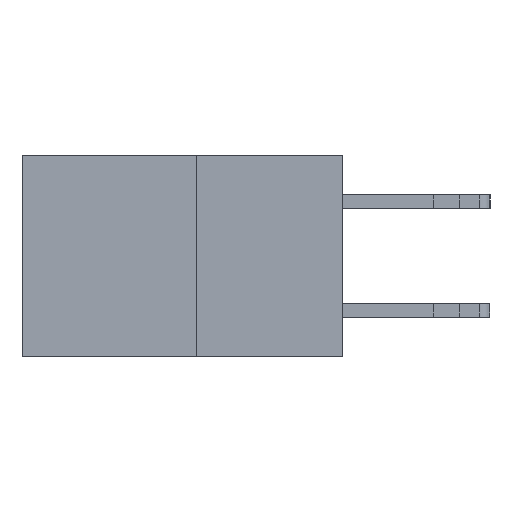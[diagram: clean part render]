
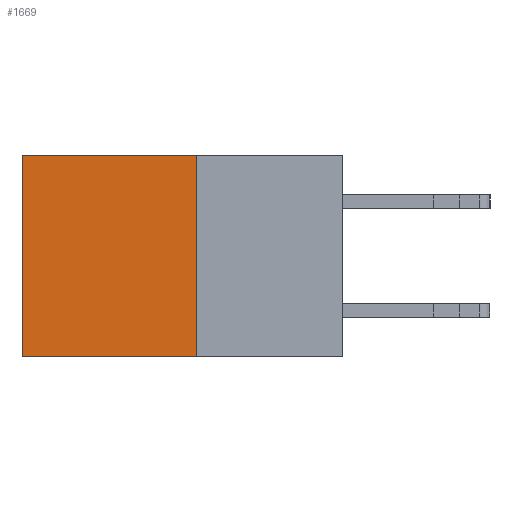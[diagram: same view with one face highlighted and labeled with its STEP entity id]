
A CAD part, left-side view. The second image highlights one B-rep face of the part: STEP entity #1669.
In plain terms, the highlighted planar face has unit normal (-1, 0, 0).
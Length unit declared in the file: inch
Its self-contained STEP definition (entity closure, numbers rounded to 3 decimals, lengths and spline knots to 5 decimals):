
#263 = ORIENTED_EDGE ( 'NONE', *, *, #2930, .F. ) ;
#925 = ORIENTED_EDGE ( 'NONE', *, *, #10529, .T. ) ;
#991 = CARTESIAN_POINT ( 'NONE',  ( 0.277, 0.27, -0.37 ) ) ;
#1525 = DIRECTION ( 'NONE',  ( 1., 0., 0. ) ) ;
#1669 = ADVANCED_FACE ( 'NONE', ( #10772 ), #6571, .F. ) ;
#2021 = LINE ( 'NONE', #10539, #5358 ) ;
#2074 = CARTESIAN_POINT ( 'NONE',  ( 0.277, 0.59, -0.37 ) ) ;
#2930 = EDGE_CURVE ( 'NONE', #9367, #5935, #7274, .T. ) ;
#3434 = CARTESIAN_POINT ( 'NONE',  ( 0.277, 0.59, -0.37 ) ) ;
#3768 = CARTESIAN_POINT ( 'NONE',  ( 0.277, 0.27, 0. ) ) ;
#4027 = CARTESIAN_POINT ( 'NONE',  ( 0.277, 0.59, 0. ) ) ;
#5358 = VECTOR ( 'NONE', #17190, 39.37008 ) ;
#5448 = EDGE_CURVE ( 'NONE', #10656, #14007, #2021, .T. ) ;
#5935 = VERTEX_POINT ( 'NONE', #3434 ) ;
#6571 = PLANE ( 'NONE',  #9950 ) ;
#6808 = CARTESIAN_POINT ( 'NONE',  ( 0.277, 0.27, -0.37 ) ) ;
#7159 = ORIENTED_EDGE ( 'NONE', *, *, #5448, .T. ) ;
#7274 = LINE ( 'NONE', #13330, #10532 ) ;
#8447 = LINE ( 'NONE', #2074, #13001 ) ;
#8731 = EDGE_LOOP ( 'NONE', ( #925, #263, #9127, #7159 ) ) ;
#9127 = ORIENTED_EDGE ( 'NONE', *, *, #12889, .F. ) ;
#9241 = LINE ( 'NONE', #11312, #15953 ) ;
#9367 = VERTEX_POINT ( 'NONE', #991 ) ;
#9950 = AXIS2_PLACEMENT_3D ( 'NONE', #6808, #1525, #17673 ) ;
#10529 = EDGE_CURVE ( 'NONE', #14007, #5935, #8447, .T. ) ;
#10532 = VECTOR ( 'NONE', #12715, 39.37008 ) ;
#10539 = CARTESIAN_POINT ( 'NONE',  ( 0.277, 0.27, 0. ) ) ;
#10656 = VERTEX_POINT ( 'NONE', #3768 ) ;
#10772 = FACE_OUTER_BOUND ( 'NONE', #8731, .T. ) ;
#11312 = CARTESIAN_POINT ( 'NONE',  ( 0.277, 0.27, -0.37 ) ) ;
#11867 = DIRECTION ( 'NONE',  ( 0., 0., -1. ) ) ;
#12701 = DIRECTION ( 'NONE',  ( 0., 0., -1. ) ) ;
#12715 = DIRECTION ( 'NONE',  ( 0., 1., 0. ) ) ;
#12889 = EDGE_CURVE ( 'NONE', #10656, #9367, #9241, .T. ) ;
#13001 = VECTOR ( 'NONE', #11867, 39.37008 ) ;
#13330 = CARTESIAN_POINT ( 'NONE',  ( 0.277, 0.27, -0.37 ) ) ;
#14007 = VERTEX_POINT ( 'NONE', #4027 ) ;
#15953 = VECTOR ( 'NONE', #12701, 39.37008 ) ;
#17190 = DIRECTION ( 'NONE',  ( 0., 1., 0. ) ) ;
#17673 = DIRECTION ( 'NONE',  ( 0., 0., -1. ) ) ;
